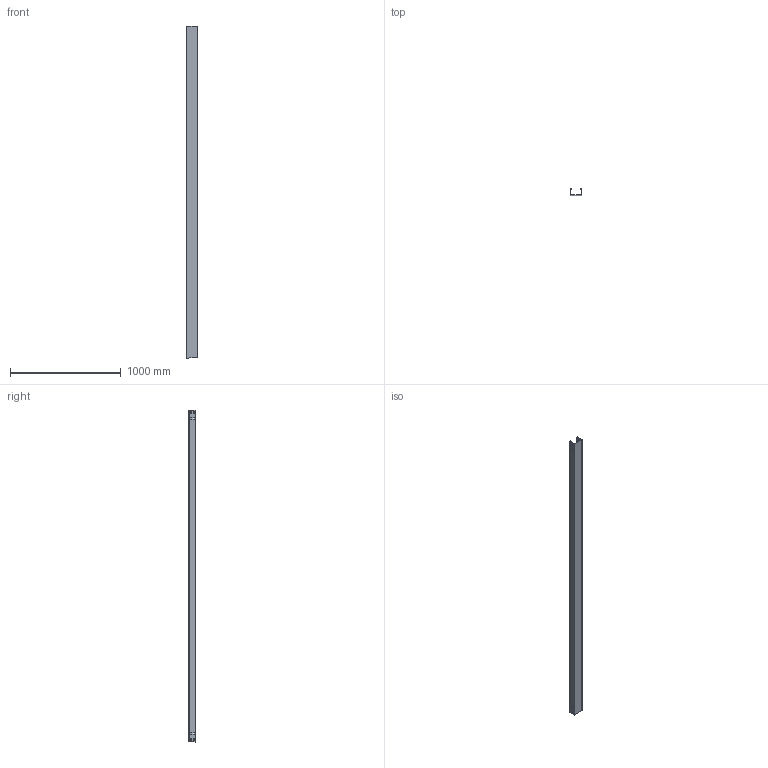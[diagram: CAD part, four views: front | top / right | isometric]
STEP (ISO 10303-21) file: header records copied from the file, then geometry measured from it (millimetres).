
FILE_DESCRIPTION (( 'STEP AP214' ), '1' );
FILE_NAME ('6048940.stp', '2018-10-02T12:31:47', ( '' ), ( '' ), 'SwSTEP 2.0', 'SolidWorks 2018', '' );
FILE_SCHEMA (( 'AUTOMOTIVE_DESIGN' ));
Length unit declared in the file: millimetre
Products named in the file (1): 6048940
Bounding box: 100 x 59.4 x 3000 mm (x, y, z)
Volume: 517039.8 mm3; surface area: 1482339.6 mm2
Topology: 1 solids, 1 shells, 114 faces, 320 edges, 208 vertices
Faces by surface type: plane 62, cylinder 52
Entity records: 3778 total; most frequent: DIRECTION 654, CARTESIAN_POINT 643, ORIENTED_EDGE 640, EDGE_CURVE 320, AXIS2_PLACEMENT_3D 219, VECTOR 216, LINE 216, VERTEX_POINT 208
